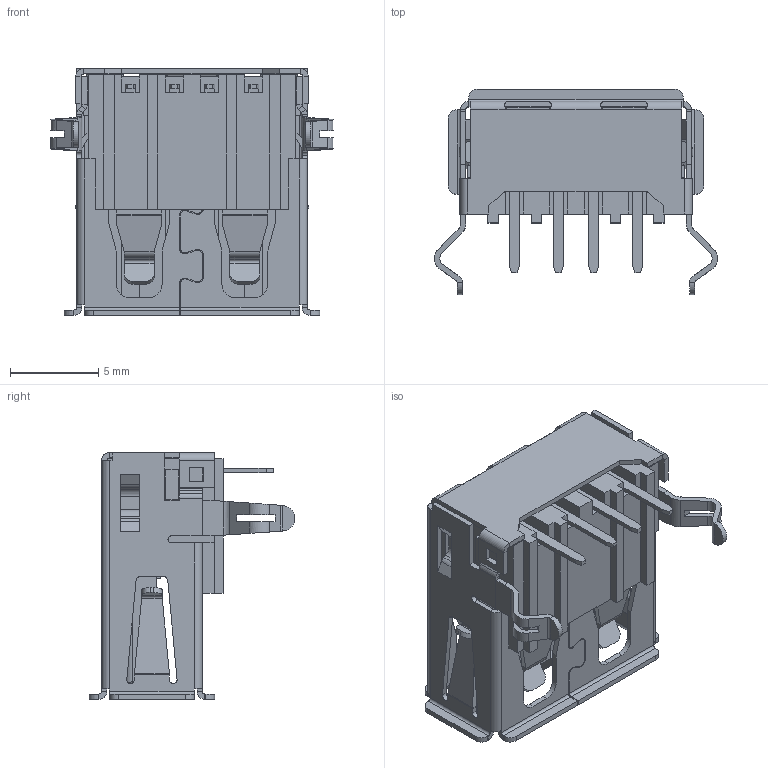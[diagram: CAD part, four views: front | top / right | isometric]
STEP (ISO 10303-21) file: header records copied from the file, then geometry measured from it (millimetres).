
FILE_DESCRIPTION (( 'STEP AP214' ), '1' );
FILE_NAME ('61400416021.STEP', '2021-06-10T10:54:12', ( '' ), ( '' ), 'SwSTEP 2.0', 'SolidWorks 2018', '' );
FILE_SCHEMA (( 'AUTOMOTIVE_DESIGN' ));
Length unit declared in the file: millimetre
Products named in the file (2): 61400416021
Bounding box: 16.06 x 11.67 x 14 mm (x, y, z)
Volume: 631.5 mm3; surface area: 1903.4 mm2
Topology: 11 solids, 11 shells, 746 faces, 1931 edges, 1186 vertices
Faces by surface type: plane 553, cylinder 189, bspline 4
Entity records: 24179 total; most frequent: CARTESIAN_POINT 4077, ORIENTED_EDGE 3862, DIRECTION 3705, EDGE_CURVE 1931, LINE 1549, VECTOR 1549, VERTEX_POINT 1186, AXIS2_PLACEMENT_3D 1078
